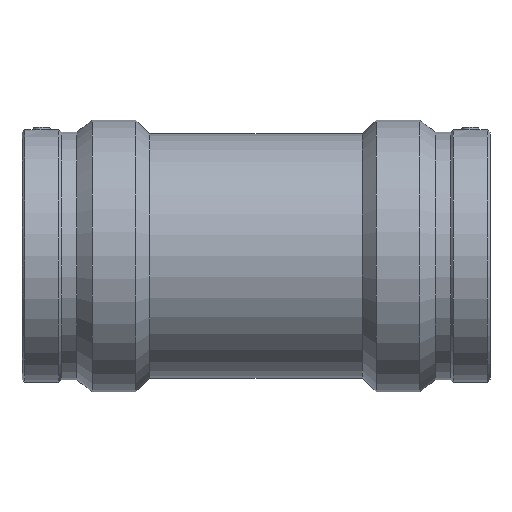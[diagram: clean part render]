
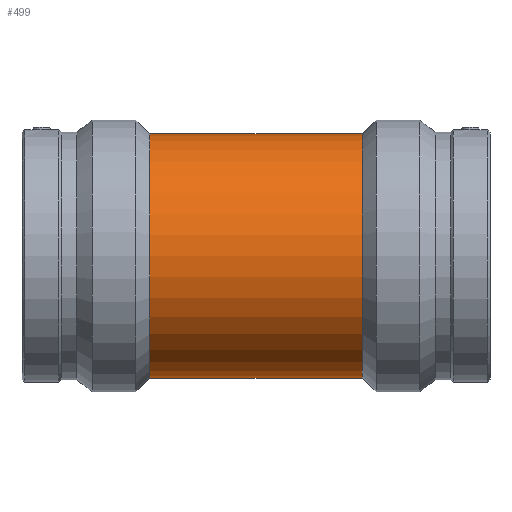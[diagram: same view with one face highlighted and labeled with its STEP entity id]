
A CAD part, top view. The second image highlights one B-rep face of the part: STEP entity #499.
In plain terms, the highlighted cylindrical face has radius 110.25 mm (diameter 220.5 mm), a full revolution.
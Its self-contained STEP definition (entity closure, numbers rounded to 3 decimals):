
#30=B_SPLINE_CURVE_WITH_KNOTS('',3,(#865,#866,#867,#868,#869,#870,#871,
#872,#873,#874,#875,#876,#877,#878,#879,#880,#881,#882,#883,#884,#885,#886,
#887,#888,#889,#890,#891,#892,#893,#894,#895,#896,#897,#898,#899,#900,#901,
#902,#903,#904,#905,#906,#907,#908,#909,#910,#911,#912,#913,#914,#915,#916,
#917,#918,#919,#920,#921,#922,#923,#924,#925,#926,#927,#928,#929,#930),
 .UNSPECIFIED.,.T.,.F.,(4,2,2,2,2,2,2,2,2,2,2,2,2,2,2,2,2,2,2,2,2,2,2,2,
2,2,2,2,2,2,2,2,4),(0.,1.114,2.229,3.343,
4.457,5.568,6.679,7.789,8.9,
10.01,11.121,12.232,13.342,14.456,
15.571,16.685,17.8,18.914,20.028,
21.143,22.257,23.368,24.478,25.589,
26.699,27.81,28.92,30.031,31.142,
32.256,33.37,34.485,35.599),
 .UNSPECIFIED.);
#69=FACE_BOUND('',#187,.T.);
#70=FACE_BOUND('',#188,.T.);
#117=FACE_OUTER_BOUND('',#186,.T.);
#186=EDGE_LOOP('',(#412));
#187=EDGE_LOOP('',(#413));
#188=EDGE_LOOP('',(#414));
#251=CIRCLE('',#568,110.25);
#252=CIRCLE('',#570,110.25);
#276=VERTEX_POINT('',#864);
#297=VERTEX_POINT('',#1058);
#298=VERTEX_POINT('',#1061);
#322=EDGE_CURVE('',#276,#276,#30,.T.);
#343=EDGE_CURVE('',#297,#297,#251,.T.);
#344=EDGE_CURVE('',#298,#298,#252,.T.);
#412=ORIENTED_EDGE('',*,*,#343,.T.);
#413=ORIENTED_EDGE('',*,*,#322,.T.);
#414=ORIENTED_EDGE('',*,*,#344,.F.);
#465=CYLINDRICAL_SURFACE('',#569,110.25);
#499=ADVANCED_FACE('',(#117,#69,#70),#465,.T.);
#568=AXIS2_PLACEMENT_3D('',#1059,#704,#705);
#569=AXIS2_PLACEMENT_3D('',#1060,#706,#707);
#570=AXIS2_PLACEMENT_3D('',#1062,#708,#709);
#704=DIRECTION('center_axis',(1.,0.,0.));
#705=DIRECTION('ref_axis',(0.,0.,-1.));
#706=DIRECTION('center_axis',(1.,0.,0.));
#707=DIRECTION('ref_axis',(0.,1.,0.));
#708=DIRECTION('center_axis',(1.,0.,0.));
#709=DIRECTION('ref_axis',(0.,0.,-1.));
#864=CARTESIAN_POINT('',(0.,-57.75,-93.915));
#865=CARTESIAN_POINT('Ctrl Pts',(0.,-57.75,-93.915));
#866=CARTESIAN_POINT('Ctrl Pts',(3.715,-57.75,-93.915));
#867=CARTESIAN_POINT('Ctrl Pts',(7.524,-57.386,-94.142));
#868=CARTESIAN_POINT('Ctrl Pts',(15.048,-55.887,-95.039));
#869=CARTESIAN_POINT('Ctrl Pts',(18.761,-54.752,-95.708));
#870=CARTESIAN_POINT('Ctrl Pts',(25.845,-51.787,-97.345));
#871=CARTESIAN_POINT('Ctrl Pts',(29.221,-49.953,-98.312));
#872=CARTESIAN_POINT('Ctrl Pts',(35.452,-45.742,-100.34));
#873=CARTESIAN_POINT('Ctrl Pts',(38.307,-43.363,-101.401));
#874=CARTESIAN_POINT('Ctrl Pts',(43.355,-38.316,-103.413));
#875=CARTESIAN_POINT('Ctrl Pts',(45.732,-35.465,-104.441));
#876=CARTESIAN_POINT('Ctrl Pts',(49.947,-29.232,-106.354));
#877=CARTESIAN_POINT('Ctrl Pts',(51.785,-25.85,-107.238));
#878=CARTESIAN_POINT('Ctrl Pts',(54.755,-18.754,-108.704));
#879=CARTESIAN_POINT('Ctrl Pts',(55.891,-15.034,-109.286));
#880=CARTESIAN_POINT('Ctrl Pts',(57.388,-7.508,-110.059));
#881=CARTESIAN_POINT('Ctrl Pts',(57.75,-3.702,-110.25));
#882=CARTESIAN_POINT('Ctrl Pts',(57.75,3.702,-110.25));
#883=CARTESIAN_POINT('Ctrl Pts',(57.388,7.508,-110.059));
#884=CARTESIAN_POINT('Ctrl Pts',(55.891,15.034,-109.286));
#885=CARTESIAN_POINT('Ctrl Pts',(54.755,18.754,-108.704));
#886=CARTESIAN_POINT('Ctrl Pts',(51.785,25.85,-107.238));
#887=CARTESIAN_POINT('Ctrl Pts',(49.947,29.232,-106.354));
#888=CARTESIAN_POINT('Ctrl Pts',(45.732,35.465,-104.441));
#889=CARTESIAN_POINT('Ctrl Pts',(43.355,38.316,-103.413));
#890=CARTESIAN_POINT('Ctrl Pts',(38.307,43.363,-101.401));
#891=CARTESIAN_POINT('Ctrl Pts',(35.452,45.742,-100.34));
#892=CARTESIAN_POINT('Ctrl Pts',(29.221,49.953,-98.312));
#893=CARTESIAN_POINT('Ctrl Pts',(25.845,51.787,-97.345));
#894=CARTESIAN_POINT('Ctrl Pts',(18.761,54.752,-95.708));
#895=CARTESIAN_POINT('Ctrl Pts',(15.048,55.887,-95.039));
#896=CARTESIAN_POINT('Ctrl Pts',(7.524,57.386,-94.142));
#897=CARTESIAN_POINT('Ctrl Pts',(3.715,57.75,-93.915));
#898=CARTESIAN_POINT('Ctrl Pts',(-3.715,57.75,-93.915));
#899=CARTESIAN_POINT('Ctrl Pts',(-7.524,57.386,-94.142));
#900=CARTESIAN_POINT('Ctrl Pts',(-15.048,55.887,-95.039));
#901=CARTESIAN_POINT('Ctrl Pts',(-18.761,54.752,-95.708));
#902=CARTESIAN_POINT('Ctrl Pts',(-25.845,51.787,-97.345));
#903=CARTESIAN_POINT('Ctrl Pts',(-29.221,49.953,-98.312));
#904=CARTESIAN_POINT('Ctrl Pts',(-35.452,45.742,-100.34));
#905=CARTESIAN_POINT('Ctrl Pts',(-38.307,43.363,-101.401));
#906=CARTESIAN_POINT('Ctrl Pts',(-43.355,38.316,-103.413));
#907=CARTESIAN_POINT('Ctrl Pts',(-45.732,35.465,-104.441));
#908=CARTESIAN_POINT('Ctrl Pts',(-49.947,29.232,-106.354));
#909=CARTESIAN_POINT('Ctrl Pts',(-51.785,25.85,-107.238));
#910=CARTESIAN_POINT('Ctrl Pts',(-54.755,18.754,-108.704));
#911=CARTESIAN_POINT('Ctrl Pts',(-55.891,15.034,-109.286));
#912=CARTESIAN_POINT('Ctrl Pts',(-57.388,7.508,-110.059));
#913=CARTESIAN_POINT('Ctrl Pts',(-57.75,3.702,-110.25));
#914=CARTESIAN_POINT('Ctrl Pts',(-57.75,-3.702,-110.25));
#915=CARTESIAN_POINT('Ctrl Pts',(-57.388,-7.508,-110.059));
#916=CARTESIAN_POINT('Ctrl Pts',(-55.891,-15.034,-109.286));
#917=CARTESIAN_POINT('Ctrl Pts',(-54.755,-18.754,-108.704));
#918=CARTESIAN_POINT('Ctrl Pts',(-51.785,-25.85,-107.238));
#919=CARTESIAN_POINT('Ctrl Pts',(-49.947,-29.232,-106.354));
#920=CARTESIAN_POINT('Ctrl Pts',(-45.732,-35.465,-104.441));
#921=CARTESIAN_POINT('Ctrl Pts',(-43.355,-38.316,-103.413));
#922=CARTESIAN_POINT('Ctrl Pts',(-38.307,-43.363,-101.401));
#923=CARTESIAN_POINT('Ctrl Pts',(-35.452,-45.742,-100.34));
#924=CARTESIAN_POINT('Ctrl Pts',(-29.221,-49.953,-98.312));
#925=CARTESIAN_POINT('Ctrl Pts',(-25.845,-51.787,-97.345));
#926=CARTESIAN_POINT('Ctrl Pts',(-18.761,-54.752,-95.708));
#927=CARTESIAN_POINT('Ctrl Pts',(-15.048,-55.887,-95.039));
#928=CARTESIAN_POINT('Ctrl Pts',(-7.524,-57.386,-94.142));
#929=CARTESIAN_POINT('Ctrl Pts',(-3.715,-57.75,-93.915));
#930=CARTESIAN_POINT('Ctrl Pts',(0.,-57.75,-93.915));
#1058=CARTESIAN_POINT('',(-96.005,110.25,0.));
#1059=CARTESIAN_POINT('Origin',(-96.005,0.,0.));
#1060=CARTESIAN_POINT('Origin',(0.,0.,0.));
#1061=CARTESIAN_POINT('',(96.005,110.25,0.));
#1062=CARTESIAN_POINT('Origin',(96.005,0.,0.));
